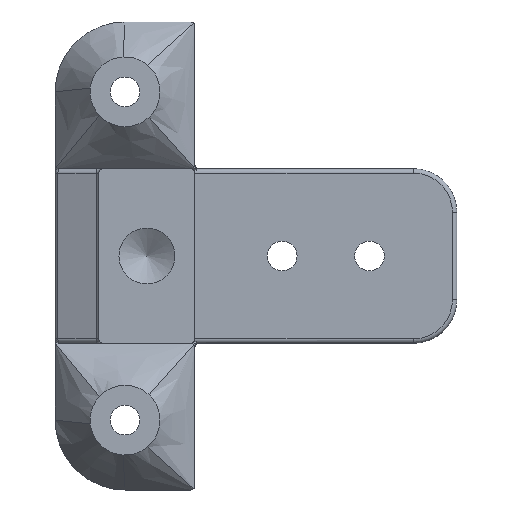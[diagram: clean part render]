
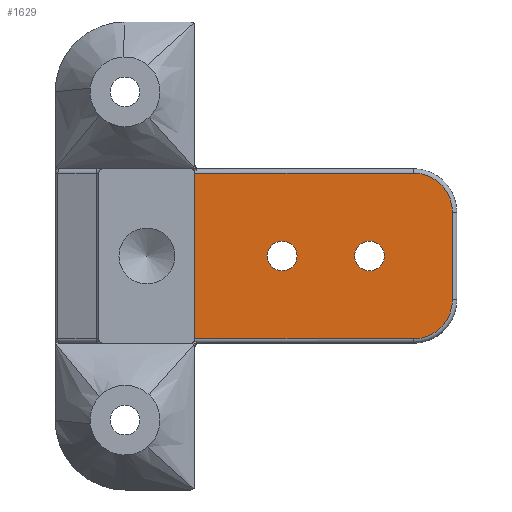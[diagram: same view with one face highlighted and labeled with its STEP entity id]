
A CAD part, left-side view. The second image highlights one B-rep face of the part: STEP entity #1629.
In plain terms, the highlighted planar face has unit normal (-1, 0, 0).
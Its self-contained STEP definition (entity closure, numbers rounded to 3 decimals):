
#111=FACE_BOUND('',#385,.T.);
#112=FACE_BOUND('',#386,.T.);
#181=CIRCLE('',#1800,4.5);
#184=CIRCLE('',#1805,4.5);
#188=CIRCLE('',#1820,1.7);
#189=CIRCLE('',#1821,1.7);
#280=FACE_OUTER_BOUND('',#384,.T.);
#384=EDGE_LOOP('',(#1415,#1416,#1417,#1418,#1419,#1420));
#385=EDGE_LOOP('',(#1421));
#386=EDGE_LOOP('',(#1422));
#472=LINE('',#2654,#597);
#508=LINE('',#2929,#633);
#509=LINE('',#2951,#634);
#518=LINE('',#2996,#643);
#597=VECTOR('',#2067,10.);
#633=VECTOR('',#2197,10.);
#634=VECTOR('',#2212,10.);
#643=VECTOR('',#2243,10.);
#737=VERTEX_POINT('',#2651);
#738=VERTEX_POINT('',#2653);
#781=VERTEX_POINT('',#2926);
#782=VERTEX_POINT('',#2928);
#786=VERTEX_POINT('',#2943);
#788=VERTEX_POINT('',#2949);
#793=VERTEX_POINT('',#3030);
#794=VERTEX_POINT('',#3032);
#919=EDGE_CURVE('',#737,#738,#472,.T.);
#987=EDGE_CURVE('',#781,#782,#508,.T.);
#992=EDGE_CURVE('',#786,#781,#181,.T.);
#995=EDGE_CURVE('',#788,#786,#509,.T.);
#997=EDGE_CURVE('',#738,#788,#184,.T.);
#1009=EDGE_CURVE('',#737,#782,#518,.T.);
#1016=EDGE_CURVE('',#793,#793,#188,.T.);
#1017=EDGE_CURVE('',#794,#794,#189,.T.);
#1415=ORIENTED_EDGE('',*,*,#919,.F.);
#1416=ORIENTED_EDGE('',*,*,#1009,.T.);
#1417=ORIENTED_EDGE('',*,*,#987,.F.);
#1418=ORIENTED_EDGE('',*,*,#992,.F.);
#1419=ORIENTED_EDGE('',*,*,#995,.F.);
#1420=ORIENTED_EDGE('',*,*,#997,.F.);
#1421=ORIENTED_EDGE('',*,*,#1016,.T.);
#1422=ORIENTED_EDGE('',*,*,#1017,.T.);
#1545=PLANE('',#1819);
#1629=ADVANCED_FACE('',(#280,#111,#112),#1545,.F.);
#1800=AXIS2_PLACEMENT_3D('',#2945,#2204,#2205);
#1805=AXIS2_PLACEMENT_3D('',#2954,#2216,#2217);
#1819=AXIS2_PLACEMENT_3D('',#3029,#2256,#2257);
#1820=AXIS2_PLACEMENT_3D('',#3031,#2258,#2259);
#1821=AXIS2_PLACEMENT_3D('',#3033,#2260,#2261);
#2067=DIRECTION('',(0.,-1.,0.));
#2197=DIRECTION('',(0.,1.,0.));
#2204=DIRECTION('center_axis',(1.,0.,0.));
#2205=DIRECTION('ref_axis',(0.,-0.707,-0.707));
#2212=DIRECTION('',(0.,0.,-1.));
#2216=DIRECTION('center_axis',(1.,0.,0.));
#2217=DIRECTION('ref_axis',(0.,-0.707,0.707));
#2243=DIRECTION('',(0.,0.,-1.));
#2256=DIRECTION('center_axis',(1.,0.,0.));
#2257=DIRECTION('ref_axis',(0.,0.,-1.));
#2258=DIRECTION('center_axis',(1.,0.,0.));
#2259=DIRECTION('ref_axis',(0.,0.,-1.));
#2260=DIRECTION('center_axis',(1.,0.,0.));
#2261=DIRECTION('ref_axis',(0.,0.,-1.));
#2651=CARTESIAN_POINT('',(0.,30.,9.5));
#2653=CARTESIAN_POINT('',(0.,5.,9.5));
#2654=CARTESIAN_POINT('',(0.,11.5,9.5));
#2926=CARTESIAN_POINT('',(0.,5.,-9.5));
#2928=CARTESIAN_POINT('',(0.,30.,-9.5));
#2929=CARTESIAN_POINT('',(0.,11.5,-9.5));
#2943=CARTESIAN_POINT('',(0.,0.5,-5.));
#2945=CARTESIAN_POINT('Origin',(0.,5.,-5.));
#2949=CARTESIAN_POINT('',(0.,0.5,5.));
#2951=CARTESIAN_POINT('',(0.,0.5,-6.7));
#2954=CARTESIAN_POINT('Origin',(0.,5.,5.));
#2996=CARTESIAN_POINT('',(0.,30.,-11.7));
#3029=CARTESIAN_POINT('Origin',(0.,23.,-13.4));
#3030=CARTESIAN_POINT('',(0.,10.,1.7));
#3031=CARTESIAN_POINT('Origin',(0.,10.,0.));
#3032=CARTESIAN_POINT('',(0.,20.,1.7));
#3033=CARTESIAN_POINT('Origin',(0.,20.,0.));
